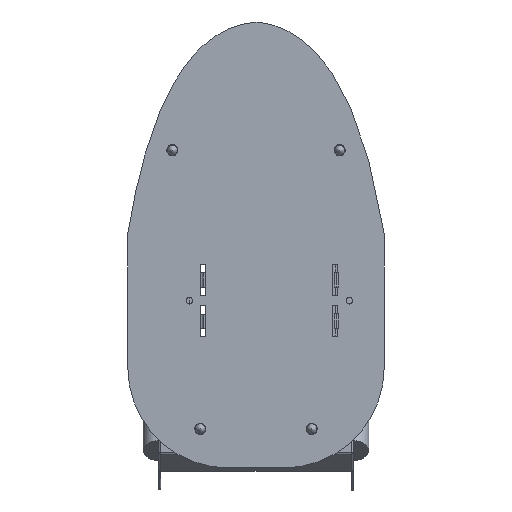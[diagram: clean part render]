
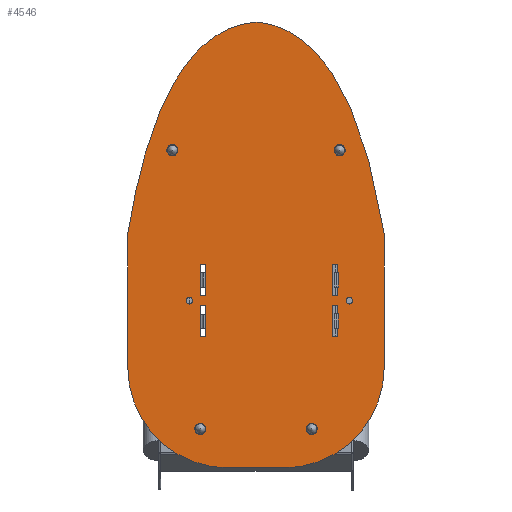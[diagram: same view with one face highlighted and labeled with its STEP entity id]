
A CAD part, front view. The second image highlights one B-rep face of the part: STEP entity #4546.
In plain terms, the highlighted face is planar.
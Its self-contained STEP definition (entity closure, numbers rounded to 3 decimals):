
#94=B_SPLINE_CURVE_WITH_KNOTS('',3,(#7386,#7387,#7388,#7389),
 .UNSPECIFIED.,.F.,.F.,(4,4),(0.,1.),.UNSPECIFIED.);
#95=B_SPLINE_CURVE_WITH_KNOTS('',3,(#7391,#7392,#7393,#7394),
 .UNSPECIFIED.,.F.,.F.,(4,4),(0.,1.),.UNSPECIFIED.);
#299=CIRCLE('',#4982,3.);
#300=CIRCLE('',#4983,3.);
#301=CIRCLE('',#4984,5.);
#302=CIRCLE('',#4985,5.);
#303=CIRCLE('',#4986,5.);
#304=CIRCLE('',#4987,5.);
#305=CIRCLE('',#4988,90.);
#306=CIRCLE('',#4989,90.);
#984=ORIENTED_EDGE('',*,*,#1998,.F.);
#985=ORIENTED_EDGE('',*,*,#1999,.T.);
#986=ORIENTED_EDGE('',*,*,#2000,.T.);
#987=ORIENTED_EDGE('',*,*,#2001,.T.);
#988=ORIENTED_EDGE('',*,*,#2002,.T.);
#989=ORIENTED_EDGE('',*,*,#2003,.T.);
#990=ORIENTED_EDGE('',*,*,#2004,.T.);
#991=ORIENTED_EDGE('',*,*,#2005,.T.);
#992=ORIENTED_EDGE('',*,*,#2006,.T.);
#993=ORIENTED_EDGE('',*,*,#2007,.T.);
#994=ORIENTED_EDGE('',*,*,#2008,.T.);
#995=ORIENTED_EDGE('',*,*,#2009,.T.);
#996=ORIENTED_EDGE('',*,*,#2010,.T.);
#997=ORIENTED_EDGE('',*,*,#2011,.F.);
#998=ORIENTED_EDGE('',*,*,#2012,.F.);
#999=ORIENTED_EDGE('',*,*,#2013,.F.);
#1000=ORIENTED_EDGE('',*,*,#2014,.F.);
#1001=ORIENTED_EDGE('',*,*,#2015,.F.);
#1002=ORIENTED_EDGE('',*,*,#2016,.T.);
#1003=ORIENTED_EDGE('',*,*,#2017,.T.);
#1004=ORIENTED_EDGE('',*,*,#2018,.T.);
#1005=ORIENTED_EDGE('',*,*,#2019,.T.);
#1006=ORIENTED_EDGE('',*,*,#2020,.T.);
#1007=ORIENTED_EDGE('',*,*,#2021,.T.);
#1008=ORIENTED_EDGE('',*,*,#2022,.T.);
#1009=ORIENTED_EDGE('',*,*,#2023,.F.);
#1010=ORIENTED_EDGE('',*,*,#2024,.F.);
#1011=ORIENTED_EDGE('',*,*,#2025,.F.);
#1012=ORIENTED_EDGE('',*,*,#2026,.F.);
#1998=EDGE_CURVE('',#2543,#2543,#299,.T.);
#1999=EDGE_CURVE('',#2544,#2545,#2970,.T.);
#2000=EDGE_CURVE('',#2545,#2546,#2971,.T.);
#2001=EDGE_CURVE('',#2546,#2547,#2972,.T.);
#2002=EDGE_CURVE('',#2547,#2544,#2973,.T.);
#2003=EDGE_CURVE('',#2548,#2549,#2974,.T.);
#2004=EDGE_CURVE('',#2549,#2550,#2975,.T.);
#2005=EDGE_CURVE('',#2550,#2551,#2976,.T.);
#2006=EDGE_CURVE('',#2551,#2548,#2977,.T.);
#2007=EDGE_CURVE('',#2552,#2553,#2978,.T.);
#2008=EDGE_CURVE('',#2553,#2554,#2979,.T.);
#2009=EDGE_CURVE('',#2554,#2555,#2980,.T.);
#2010=EDGE_CURVE('',#2555,#2552,#2981,.T.);
#2011=EDGE_CURVE('',#2556,#2556,#300,.T.);
#2012=EDGE_CURVE('',#2557,#2557,#301,.T.);
#2013=EDGE_CURVE('',#2558,#2558,#302,.T.);
#2014=EDGE_CURVE('',#2559,#2559,#303,.T.);
#2015=EDGE_CURVE('',#2560,#2560,#304,.T.);
#2016=EDGE_CURVE('',#2561,#2562,#2982,.T.);
#2017=EDGE_CURVE('',#2562,#2563,#305,.T.);
#2018=EDGE_CURVE('',#2563,#2564,#2983,.T.);
#2019=EDGE_CURVE('',#2564,#2565,#94,.T.);
#2020=EDGE_CURVE('',#2565,#2566,#95,.T.);
#2021=EDGE_CURVE('',#2566,#2567,#2984,.T.);
#2022=EDGE_CURVE('',#2567,#2561,#306,.T.);
#2023=EDGE_CURVE('',#2568,#2569,#2985,.T.);
#2024=EDGE_CURVE('',#2570,#2568,#2986,.T.);
#2025=EDGE_CURVE('',#2571,#2570,#2987,.T.);
#2026=EDGE_CURVE('',#2569,#2571,#2988,.T.);
#2543=VERTEX_POINT('',#7344);
#2544=VERTEX_POINT('',#7346);
#2545=VERTEX_POINT('',#7347);
#2546=VERTEX_POINT('',#7349);
#2547=VERTEX_POINT('',#7351);
#2548=VERTEX_POINT('',#7354);
#2549=VERTEX_POINT('',#7355);
#2550=VERTEX_POINT('',#7357);
#2551=VERTEX_POINT('',#7359);
#2552=VERTEX_POINT('',#7362);
#2553=VERTEX_POINT('',#7363);
#2554=VERTEX_POINT('',#7365);
#2555=VERTEX_POINT('',#7367);
#2556=VERTEX_POINT('',#7370);
#2557=VERTEX_POINT('',#7372);
#2558=VERTEX_POINT('',#7374);
#2559=VERTEX_POINT('',#7376);
#2560=VERTEX_POINT('',#7378);
#2561=VERTEX_POINT('',#7380);
#2562=VERTEX_POINT('',#7381);
#2563=VERTEX_POINT('',#7383);
#2564=VERTEX_POINT('',#7385);
#2565=VERTEX_POINT('',#7390);
#2566=VERTEX_POINT('',#7395);
#2567=VERTEX_POINT('',#7397);
#2568=VERTEX_POINT('',#7400);
#2569=VERTEX_POINT('',#7401);
#2570=VERTEX_POINT('',#7403);
#2571=VERTEX_POINT('',#7405);
#2970=LINE('',#7345,#3399);
#2971=LINE('',#7348,#3400);
#2972=LINE('',#7350,#3401);
#2973=LINE('',#7352,#3402);
#2974=LINE('',#7353,#3403);
#2975=LINE('',#7356,#3404);
#2976=LINE('',#7358,#3405);
#2977=LINE('',#7360,#3406);
#2978=LINE('',#7361,#3407);
#2979=LINE('',#7364,#3408);
#2980=LINE('',#7366,#3409);
#2981=LINE('',#7368,#3410);
#2982=LINE('',#7379,#3411);
#2983=LINE('',#7384,#3412);
#2984=LINE('',#7396,#3413);
#2985=LINE('',#7399,#3414);
#2986=LINE('',#7402,#3415);
#2987=LINE('',#7404,#3416);
#2988=LINE('',#7406,#3417);
#3399=VECTOR('',#5865,1000.);
#3400=VECTOR('',#5866,1000.);
#3401=VECTOR('',#5867,1000.);
#3402=VECTOR('',#5868,1000.);
#3403=VECTOR('',#5869,1000.);
#3404=VECTOR('',#5870,1000.);
#3405=VECTOR('',#5871,1000.);
#3406=VECTOR('',#5872,1000.);
#3407=VECTOR('',#5873,1000.);
#3408=VECTOR('',#5874,1000.);
#3409=VECTOR('',#5875,1000.);
#3410=VECTOR('',#5876,1000.);
#3411=VECTOR('',#5887,1000.);
#3412=VECTOR('',#5890,1000.);
#3413=VECTOR('',#5891,1000.);
#3414=VECTOR('',#5894,1000.);
#3415=VECTOR('',#5895,1000.);
#3416=VECTOR('',#5896,1000.);
#3417=VECTOR('',#5897,1000.);
#3780=EDGE_LOOP('',(#984));
#3781=EDGE_LOOP('',(#985,#986,#987,#988));
#3782=EDGE_LOOP('',(#989,#990,#991,#992));
#3783=EDGE_LOOP('',(#993,#994,#995,#996));
#3784=EDGE_LOOP('',(#997));
#3785=EDGE_LOOP('',(#998));
#3786=EDGE_LOOP('',(#999));
#3787=EDGE_LOOP('',(#1000));
#3788=EDGE_LOOP('',(#1001));
#3789=EDGE_LOOP('',(#1002,#1003,#1004,#1005,#1006,#1007,#1008));
#3790=EDGE_LOOP('',(#1009,#1010,#1011,#1012));
#4113=FACE_BOUND('',#3780,.T.);
#4114=FACE_BOUND('',#3781,.T.);
#4115=FACE_BOUND('',#3782,.T.);
#4116=FACE_BOUND('',#3783,.T.);
#4117=FACE_BOUND('',#3784,.T.);
#4118=FACE_BOUND('',#3785,.T.);
#4119=FACE_BOUND('',#3786,.T.);
#4120=FACE_BOUND('',#3787,.T.);
#4121=FACE_BOUND('',#3788,.T.);
#4122=FACE_BOUND('',#3789,.T.);
#4123=FACE_BOUND('',#3790,.T.);
#4354=PLANE('',#4981);
#4546=ADVANCED_FACE('',(#4113,#4114,#4115,#4116,#4117,#4118,#4119,#4120,
#4121,#4122,#4123),#4354,.T.);
#4981=AXIS2_PLACEMENT_3D('',#7342,#5861,#5862);
#4982=AXIS2_PLACEMENT_3D('',#7343,#5863,#5864);
#4983=AXIS2_PLACEMENT_3D('',#7369,#5877,#5878);
#4984=AXIS2_PLACEMENT_3D('',#7371,#5879,#5880);
#4985=AXIS2_PLACEMENT_3D('',#7373,#5881,#5882);
#4986=AXIS2_PLACEMENT_3D('',#7375,#5883,#5884);
#4987=AXIS2_PLACEMENT_3D('',#7377,#5885,#5886);
#4988=AXIS2_PLACEMENT_3D('',#7382,#5888,#5889);
#4989=AXIS2_PLACEMENT_3D('',#7398,#5892,#5893);
#5861=DIRECTION('',(0.,1.,0.));
#5862=DIRECTION('',(0.,0.,1.));
#5863=DIRECTION('',(0.,1.,0.));
#5864=DIRECTION('',(1.,0.,0.));
#5865=DIRECTION('',(-1.,0.,0.));
#5866=DIRECTION('',(0.,0.,-1.));
#5867=DIRECTION('',(1.,0.,0.));
#5868=DIRECTION('',(0.,0.,1.));
#5869=DIRECTION('',(0.,0.,-1.));
#5870=DIRECTION('',(1.,0.,0.));
#5871=DIRECTION('',(0.,0.,1.));
#5872=DIRECTION('',(-1.,0.,0.));
#5873=DIRECTION('',(0.,0.,-1.));
#5874=DIRECTION('',(1.,0.,0.));
#5875=DIRECTION('',(0.,0.,1.));
#5876=DIRECTION('',(-1.,0.,0.));
#5877=DIRECTION('',(0.,1.,0.));
#5878=DIRECTION('',(1.,0.,0.));
#5879=DIRECTION('',(0.,1.,0.));
#5880=DIRECTION('',(1.,0.,0.));
#5881=DIRECTION('',(0.,1.,0.));
#5882=DIRECTION('',(1.,0.,0.));
#5883=DIRECTION('',(0.,1.,0.));
#5884=DIRECTION('',(1.,0.,0.));
#5885=DIRECTION('',(0.,1.,0.));
#5886=DIRECTION('',(1.,0.,0.));
#5887=DIRECTION('',(0.,0.,-1.));
#5888=DIRECTION('',(0.,1.,0.));
#5889=DIRECTION('',(1.,0.,0.));
#5890=DIRECTION('',(-1.,0.,0.));
#5891=DIRECTION('',(1.,0.,0.));
#5892=DIRECTION('',(0.,1.,0.));
#5893=DIRECTION('',(-1.,0.,0.));
#5894=DIRECTION('',(0.,0.,1.));
#5895=DIRECTION('',(-1.,0.,0.));
#5896=DIRECTION('',(0.,0.,-1.));
#5897=DIRECTION('',(1.,0.,0.));
#7342=CARTESIAN_POINT('',(60.,3.,-25.));
#7343=CARTESIAN_POINT('',(0.,3.,59.75));
#7344=CARTESIAN_POINT('',(3.,3.,59.75));
#7345=CARTESIAN_POINT('',(-4.75,3.,50.));
#7346=CARTESIAN_POINT('',(-4.75,3.,50.));
#7347=CARTESIAN_POINT('',(-32.75,3.,50.));
#7348=CARTESIAN_POINT('',(-32.75,3.,50.));
#7349=CARTESIAN_POINT('',(-32.75,3.,45.5));
#7350=CARTESIAN_POINT('',(-32.75,3.,45.5));
#7351=CARTESIAN_POINT('',(-4.75,3.,45.5));
#7352=CARTESIAN_POINT('',(-4.75,3.,45.5));
#7353=CARTESIAN_POINT('',(4.25,3.,-69.));
#7354=CARTESIAN_POINT('',(4.25,3.,-69.));
#7355=CARTESIAN_POINT('',(4.25,3.,-73.5));
#7356=CARTESIAN_POINT('',(4.25,3.,-73.5));
#7357=CARTESIAN_POINT('',(32.25,3.,-73.5));
#7358=CARTESIAN_POINT('',(32.25,3.,-73.5));
#7359=CARTESIAN_POINT('',(32.25,3.,-69.));
#7360=CARTESIAN_POINT('',(32.25,3.,-69.));
#7361=CARTESIAN_POINT('',(-32.75,3.,-69.));
#7362=CARTESIAN_POINT('',(-32.75,3.,-69.));
#7363=CARTESIAN_POINT('',(-32.75,3.,-73.5));
#7364=CARTESIAN_POINT('',(-32.75,3.,-73.5));
#7365=CARTESIAN_POINT('',(-4.75,3.,-73.5));
#7366=CARTESIAN_POINT('',(-4.75,3.,-73.5));
#7367=CARTESIAN_POINT('',(-4.75,3.,-69.));
#7368=CARTESIAN_POINT('',(-12.25,3.,-69.));
#7369=CARTESIAN_POINT('',(0.,3.,-83.75));
#7370=CARTESIAN_POINT('',(3.,3.,-83.75));
#7371=CARTESIAN_POINT('',(-135.,3.,-75.));
#7372=CARTESIAN_POINT('',(-130.,3.,-75.));
#7373=CARTESIAN_POINT('',(115.,3.,50.));
#7374=CARTESIAN_POINT('',(120.,3.,50.));
#7375=CARTESIAN_POINT('',(-135.,3.,75.));
#7376=CARTESIAN_POINT('',(-130.,3.,75.));
#7377=CARTESIAN_POINT('',(115.,3.,-50.));
#7378=CARTESIAN_POINT('',(120.,3.,-50.));
#7379=CARTESIAN_POINT('',(150.,3.,-25.));
#7380=CARTESIAN_POINT('',(150.,3.,25.));
#7381=CARTESIAN_POINT('',(150.,3.,-25.));
#7382=CARTESIAN_POINT('',(60.,3.,-25.));
#7383=CARTESIAN_POINT('',(60.,3.,-115.));
#7384=CARTESIAN_POINT('',(60.,3.,-115.));
#7385=CARTESIAN_POINT('',(-60.,3.,-115.));
#7386=CARTESIAN_POINT('',(-60.,3.,-115.));
#7387=CARTESIAN_POINT('',(-181.723,3.,-95.439));
#7388=CARTESIAN_POINT('',(-245.057,3.,-57.105));
#7389=CARTESIAN_POINT('',(-250.,3.,0.));
#7390=CARTESIAN_POINT('',(-250.,3.,0.));
#7391=CARTESIAN_POINT('',(-250.,3.,0.));
#7392=CARTESIAN_POINT('',(-245.057,3.,57.105));
#7393=CARTESIAN_POINT('',(-181.723,3.,95.439));
#7394=CARTESIAN_POINT('',(-60.,3.,115.));
#7395=CARTESIAN_POINT('',(-60.,3.,115.));
#7396=CARTESIAN_POINT('',(-60.,3.,115.));
#7397=CARTESIAN_POINT('',(60.,3.,115.));
#7398=CARTESIAN_POINT('',(60.,3.,25.));
#7399=CARTESIAN_POINT('',(4.25,3.,45.5));
#7400=CARTESIAN_POINT('',(4.25,3.,45.5));
#7401=CARTESIAN_POINT('',(4.25,3.,50.));
#7402=CARTESIAN_POINT('',(4.25,3.,45.5));
#7403=CARTESIAN_POINT('',(32.25,3.,45.5));
#7404=CARTESIAN_POINT('',(32.25,3.,45.5));
#7405=CARTESIAN_POINT('',(32.25,3.,50.));
#7406=CARTESIAN_POINT('',(32.25,3.,50.));
